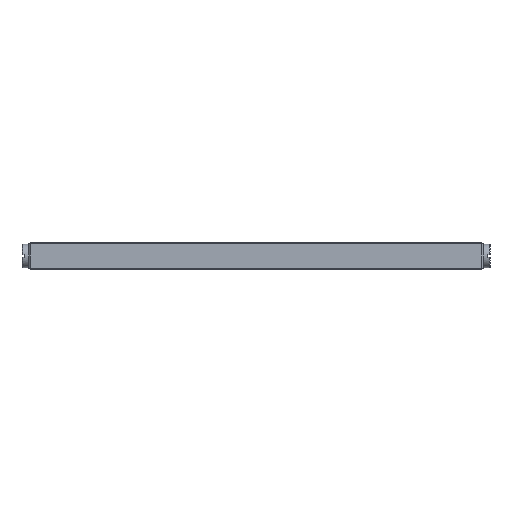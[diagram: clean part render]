
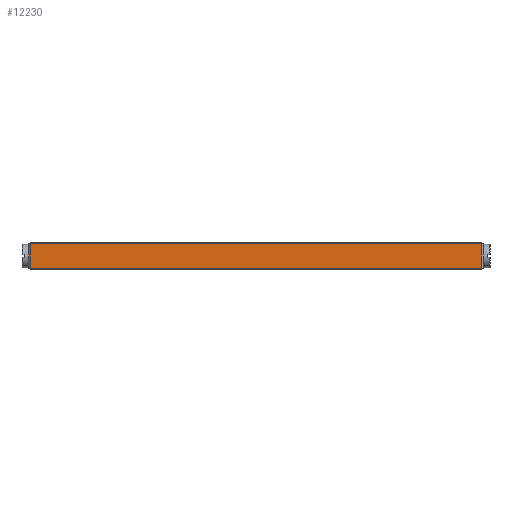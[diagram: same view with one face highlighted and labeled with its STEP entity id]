
A CAD part, front view. The second image highlights one B-rep face of the part: STEP entity #12230.
In plain terms, the highlighted planar face has unit normal (0, -1, 0).
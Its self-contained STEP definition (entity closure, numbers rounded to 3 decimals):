
#9715=FACE_OUTER_BOUND('',#19913,.T.);
#12230=ADVANCED_FACE('',(#9715),#15076,.T.);
#15076=PLANE('',#58516);
#19913=EDGE_LOOP('',(#23522,#23523,#23524,#23525));
#23522=ORIENTED_EDGE('',*,*,#42242,.T.);
#23523=ORIENTED_EDGE('',*,*,#42243,.T.);
#23524=ORIENTED_EDGE('',*,*,#42244,.T.);
#23525=ORIENTED_EDGE('',*,*,#42245,.T.);
#37546=VERTEX_POINT('',#75919);
#37547=VERTEX_POINT('',#75920);
#37548=VERTEX_POINT('',#75922);
#37549=VERTEX_POINT('',#75924);
#42242=EDGE_CURVE('',#37546,#37547,#49163,.T.);
#42243=EDGE_CURVE('',#37547,#37548,#49164,.T.);
#42244=EDGE_CURVE('',#37548,#37549,#49165,.T.);
#42245=EDGE_CURVE('',#37549,#37546,#49166,.T.);
#49163=LINE('',#75918,#53919);
#49164=LINE('',#75921,#53920);
#49165=LINE('',#75923,#53921);
#49166=LINE('',#75925,#53922);
#53919=VECTOR('',#62666,1.);
#53920=VECTOR('',#62667,1.);
#53921=VECTOR('',#62668,1.);
#53922=VECTOR('',#62669,1.);
#58516=AXIS2_PLACEMENT_3D('',#75926,#62670,#62671);
#62666=DIRECTION('',(-1.,0.,0.));
#62667=DIRECTION('',(0.,0.,-1.));
#62668=DIRECTION('',(1.,0.,0.));
#62669=DIRECTION('',(0.,0.,1.));
#62670=DIRECTION('',(0.,-1.,0.));
#62671=DIRECTION('',(0.,0.,1.));
#75918=CARTESIAN_POINT('',(0.,-40.,14.25));
#75919=CARTESIAN_POINT('',(124.275,-40.,14.25));
#75920=CARTESIAN_POINT('',(-124.275,-40.,14.25));
#75921=CARTESIAN_POINT('',(-124.275,-40.,0.));
#75922=CARTESIAN_POINT('',(-124.275,-40.,0.75));
#75923=CARTESIAN_POINT('',(0.,-40.,0.75));
#75924=CARTESIAN_POINT('',(124.275,-40.,0.75));
#75925=CARTESIAN_POINT('',(124.275,-40.,0.));
#75926=CARTESIAN_POINT('',(0.,-40.,0.));
